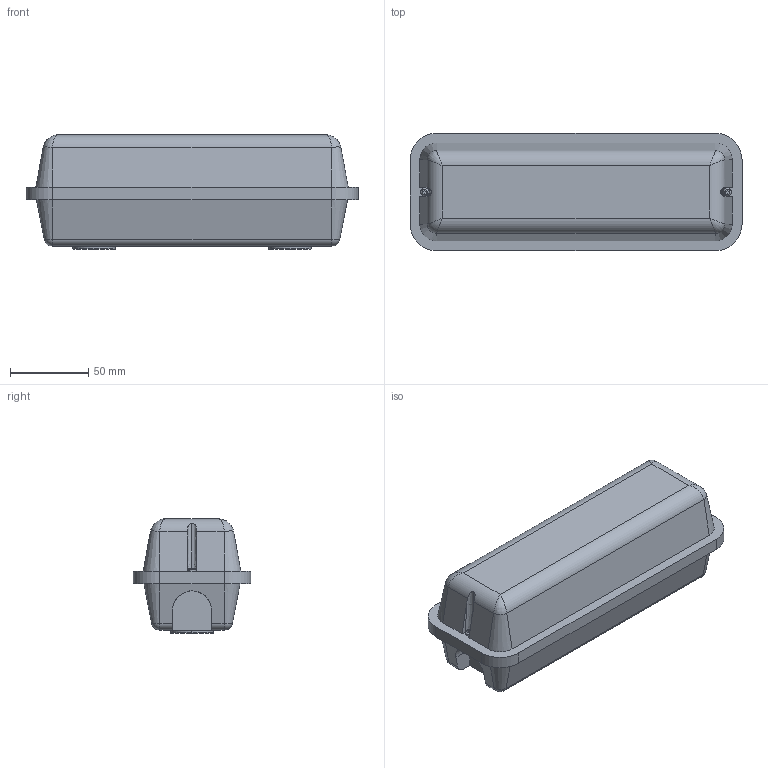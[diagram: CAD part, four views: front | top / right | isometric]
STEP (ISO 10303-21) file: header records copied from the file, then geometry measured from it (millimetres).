
FILE_DESCRIPTION (( 'STEP AP214' ), '1' );
FILE_NAME ('LLPO0-3053-1-9-K01 Ñâåòèëüíèê ËÏÎ3053 1õ9Âò 230Â G23 IP54 ÈÝÊ.STEP', '2017-07-04T12:35:33', ( '' ), ( '' ), 'SwSTEP 2.0', 'SolidWorks 2014', '' );
FILE_SCHEMA (( 'AUTOMOTIVE_DESIGN' ));
Length unit declared in the file: millimetre
Products named in the file (1): LLPO0-3053-1-9-K01 Ñâåòèëüíèê ËÏÎ3053 1õ9Âò 230Â G23 IP54 ÈÝÊ
Bounding box: 212 x 75 x 73 mm (x, y, z)
Volume: 784215.6 mm3; surface area: 61949.2 mm2
Topology: 1 solids, 1 shells, 144 faces, 356 edges, 226 vertices
Faces by surface type: plane 70, cylinder 45, torus 14, cone 8, bspline 7
Entity records: 8912 total; most frequent: CARTESIAN_POINT 5478, DIRECTION 712, ORIENTED_EDGE 704, EDGE_CURVE 352, AXIS2_PLACEMENT_3D 264, VERTEX_POINT 226, VECTOR 184, LINE 184
